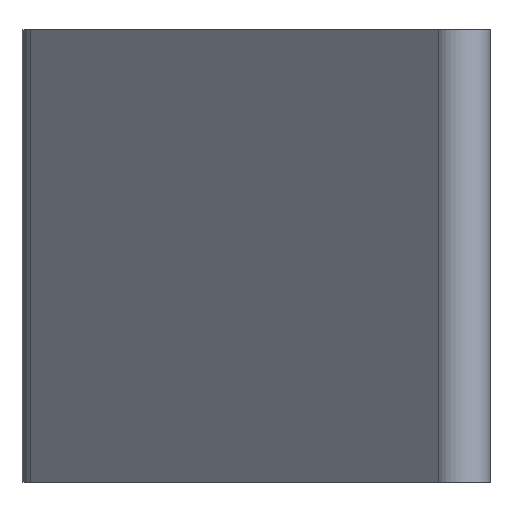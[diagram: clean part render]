
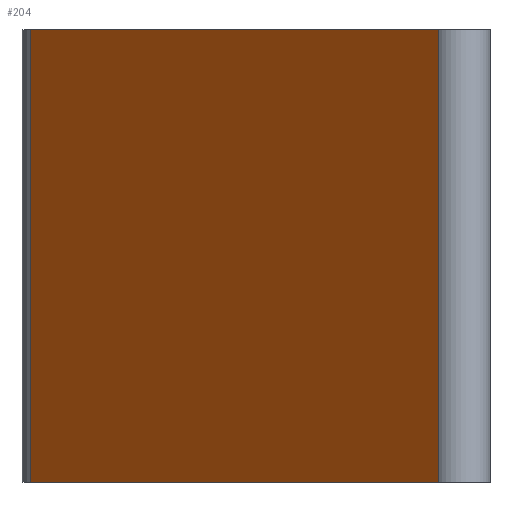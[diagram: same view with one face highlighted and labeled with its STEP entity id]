
A CAD part, left-side view. The second image highlights one B-rep face of the part: STEP entity #204.
In plain terms, the highlighted planar face has unit normal (-0.694, 0.72, 0).
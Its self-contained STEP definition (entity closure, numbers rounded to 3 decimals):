
#24=FACE_OUTER_BOUND('',#35,.T.);
#35=EDGE_LOOP('',(#164,#165,#166,#167));
#50=LINE('',#320,#73);
#60=LINE('',#343,#83);
#61=LINE('',#346,#84);
#62=LINE('',#347,#85);
#73=VECTOR('',#259,10.);
#83=VECTOR('',#283,10.);
#84=VECTOR('',#286,10.);
#85=VECTOR('',#287,10.);
#97=VERTEX_POINT('',#317);
#98=VERTEX_POINT('',#319);
#104=VERTEX_POINT('',#341);
#105=VERTEX_POINT('',#345);
#115=EDGE_CURVE('',#98,#97,#50,.T.);
#127=EDGE_CURVE('',#104,#97,#60,.T.);
#128=EDGE_CURVE('',#104,#105,#61,.T.);
#129=EDGE_CURVE('',#105,#98,#62,.T.);
#164=ORIENTED_EDGE('',*,*,#128,.T.);
#165=ORIENTED_EDGE('',*,*,#129,.T.);
#166=ORIENTED_EDGE('',*,*,#115,.T.);
#167=ORIENTED_EDGE('',*,*,#127,.F.);
#194=PLANE('',#241);
#204=ADVANCED_FACE('',(#24),#194,.T.);
#241=AXIS2_PLACEMENT_3D('',#344,#284,#285);
#259=DIRECTION('',(-0.72,-0.694,0.));
#283=DIRECTION('',(0.,0.,-1.));
#284=DIRECTION('center_axis',(-0.694,0.72,0.));
#285=DIRECTION('ref_axis',(0.,0.,1.));
#286=DIRECTION('',(0.72,0.694,0.));
#287=DIRECTION('',(0.,0.,-1.));
#317=CARTESIAN_POINT('',(-15.694,1.72,-7.5));
#319=CARTESIAN_POINT('',(-1.694,15.22,-7.5));
#320=CARTESIAN_POINT('',(-15.694,1.72,-7.5));
#341=CARTESIAN_POINT('',(-15.694,1.72,7.5));
#343=CARTESIAN_POINT('',(-15.694,1.72,0.));
#344=CARTESIAN_POINT('Origin',(-15.694,1.72,0.));
#345=CARTESIAN_POINT('',(-1.694,15.22,7.5));
#346=CARTESIAN_POINT('',(-15.694,1.72,7.5));
#347=CARTESIAN_POINT('',(-1.694,15.22,0.));
